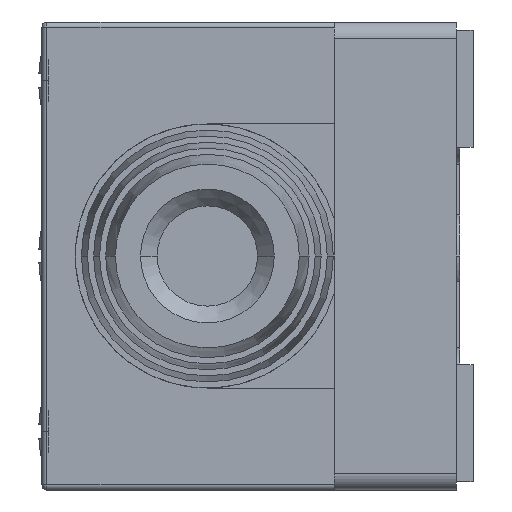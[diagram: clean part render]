
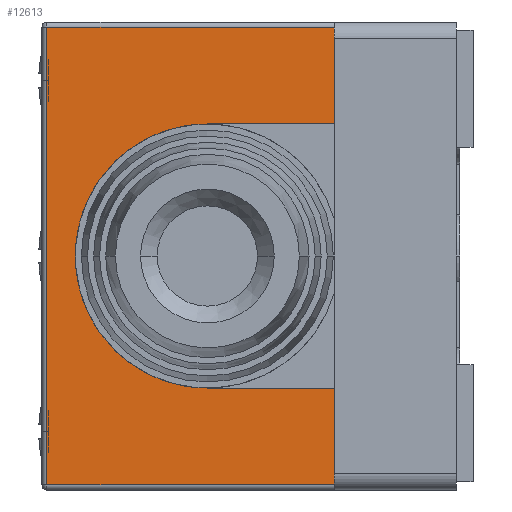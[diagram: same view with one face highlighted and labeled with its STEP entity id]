
A CAD part, left-side view. The second image highlights one B-rep face of the part: STEP entity #12613.
In plain terms, the highlighted planar face has unit normal (-1, 0, 0).
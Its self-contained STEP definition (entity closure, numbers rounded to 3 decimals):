
#3900=DIRECTION('',(0.,-1.,0.));
#3901=VECTOR('',#3900,17.2);
#3902=CARTESIAN_POINT('',(-22.95,25.5,13.7));
#3903=LINE('',#3902,#3901);
#3904=DIRECTION('',(0.,1.,0.));
#3905=VECTOR('',#3904,7.6);
#3906=CARTESIAN_POINT('',(-22.95,8.3,7.9));
#3907=LINE('',#3906,#3905);
#3908=DIRECTION('',(0.,1.,0.));
#3909=VECTOR('',#3908,7.6);
#3910=CARTESIAN_POINT('',(-22.95,8.3,-7.9));
#3911=LINE('',#3910,#3909);
#3912=DIRECTION('',(0.,1.,0.));
#3913=VECTOR('',#3912,17.2);
#3914=CARTESIAN_POINT('',(-22.95,8.3,-13.7));
#3915=LINE('',#3914,#3913);
#3916=DIRECTION('',(0.,0.,1.));
#3917=VECTOR('',#3916,27.4);
#3918=CARTESIAN_POINT('',(-22.95,25.5,-13.7));
#3919=LINE('',#3918,#3917);
#3924=DIRECTION('',(0.,0.,-1.));
#3925=VECTOR('',#3924,5.8);
#3926=CARTESIAN_POINT('',(-22.95,8.3,-7.9));
#3927=LINE('',#3926,#3925);
#3952=DIRECTION('',(0.,0.,-1.));
#3953=VECTOR('',#3952,5.8);
#3954=CARTESIAN_POINT('',(-22.95,8.3,13.7));
#3955=LINE('',#3954,#3953);
#4190=CARTESIAN_POINT('',(-22.95,15.9,0.));
#4191=DIRECTION('',(1.,0.,0.));
#4192=DIRECTION('',(0.,0.,-1.));
#4193=AXIS2_PLACEMENT_3D('',#4190,#4191,#4192);
#7234=CARTESIAN_POINT('',(-22.95,8.3,7.9));
#7236=VERTEX_POINT('',#7234);
#7238=CARTESIAN_POINT('',(-22.95,8.3,-7.9));
#7240=VERTEX_POINT('',#7238);
#7242=CARTESIAN_POINT('',(-22.95,15.9,7.9));
#7243=VERTEX_POINT('',#7242);
#7244=CARTESIAN_POINT('',(-22.95,15.9,-7.9));
#7245=VERTEX_POINT('',#7244);
#7488=CARTESIAN_POINT('',(-22.95,25.5,13.7));
#7489=CARTESIAN_POINT('',(-22.95,8.3,13.7));
#7490=VERTEX_POINT('',#7488);
#7491=VERTEX_POINT('',#7489);
#7500=CARTESIAN_POINT('',(-22.95,8.3,-13.7));
#7501=CARTESIAN_POINT('',(-22.95,25.5,-13.7));
#7502=VERTEX_POINT('',#7500);
#7503=VERTEX_POINT('',#7501);
#12591=CARTESIAN_POINT('',(-22.95,25.8,14.));
#12592=DIRECTION('',(1.,0.,0.));
#12593=DIRECTION('',(0.,0.,-1.));
#12594=AXIS2_PLACEMENT_3D('',#12591,#12592,#12593);
#12595=PLANE('',#12594);
#12596=ORIENTED_EDGE('',*,*,#12581,.T.);
#12598=ORIENTED_EDGE('',*,*,#12597,.T.);
#12600=ORIENTED_EDGE('',*,*,#12599,.T.);
#12602=ORIENTED_EDGE('',*,*,#12601,.F.);
#12604=ORIENTED_EDGE('',*,*,#12603,.F.);
#12606=ORIENTED_EDGE('',*,*,#12605,.T.);
#12608=ORIENTED_EDGE('',*,*,#12607,.T.);
#12610=ORIENTED_EDGE('',*,*,#12609,.T.);
#12611=EDGE_LOOP('',(#12596,#12598,#12600,#12602,#12604,#12606,#12608,#12610));
#12612=FACE_OUTER_BOUND('',#12611,.F.);
#4194=CIRCLE('',#4193,7.9);
#12581=EDGE_CURVE('',#7490,#7491,#3903,.T.);
#12597=EDGE_CURVE('',#7491,#7236,#3955,.T.);
#12599=EDGE_CURVE('',#7236,#7243,#3907,.T.);
#12601=EDGE_CURVE('',#7245,#7243,#4194,.T.);
#12603=EDGE_CURVE('',#7240,#7245,#3911,.T.);
#12605=EDGE_CURVE('',#7240,#7502,#3927,.T.);
#12607=EDGE_CURVE('',#7502,#7503,#3915,.T.);
#12609=EDGE_CURVE('',#7503,#7490,#3919,.T.);
#12613=ADVANCED_FACE('',(#12612),#12595,.F.);
